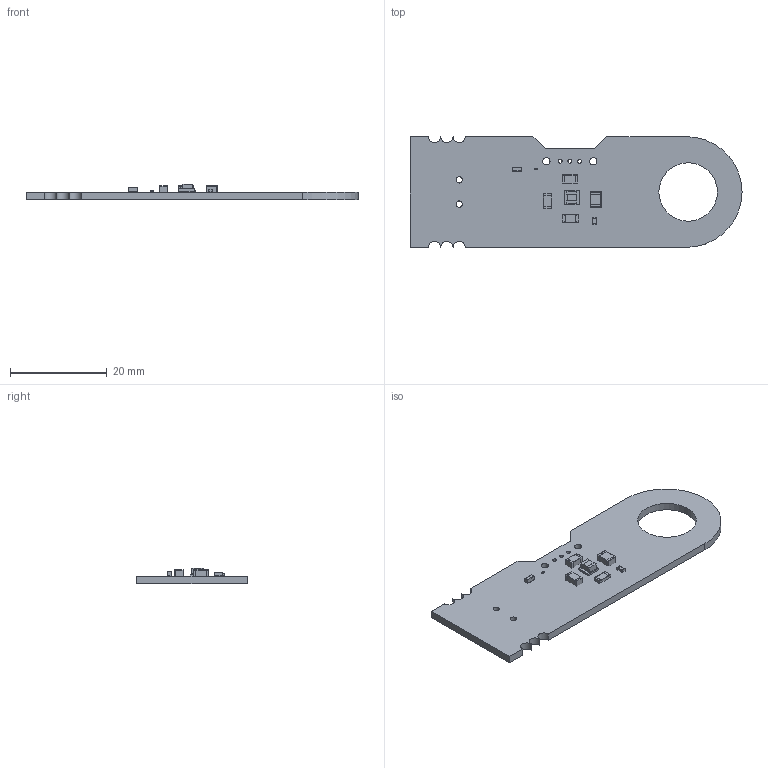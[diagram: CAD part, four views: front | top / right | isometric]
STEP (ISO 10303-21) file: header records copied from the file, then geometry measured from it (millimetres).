
FILE_DESCRIPTION(('KiCad electronic assembly'),'2;1');
FILE_NAME('ok.step','2021-03-12T23:52:09',('An Author'),('A Company'), 'Open CASCADE STEP processor 7.3','KiCad to STEP converter','Unknown' );
FILE_SCHEMA(('AUTOMOTIVE_DESIGN { 1 0 10303 214 1 1 1 1 }'));
Length unit declared in the file: millimetre
Products named in the file (16): Open CASCADE STEP translator 7.3 1; 12065D475KAT2A; COMPOUND; 12063D226KAT2A; LED; SOLID; ERJ-1GEF1001C; ERA-8AEB684V; ERA-3AEB124V; PicoBK_MYRGC
Assembly tree (16 placements, depth 3):
  Open CASCADE STEP translator 7.3 1
    12065D475KAT2A  x2
      COMPOUND
    12063D226KAT2A
      COMPOUND
    LED
      SOLID
    ERJ-1GEF1001C
      COMPOUND
    ERA-8AEB684V
      COMPOUND
    ERA-3AEB124V
      COMPOUND
    PicoBK_MYRGC
      SOLID
    COMPOUND
Bounding box: 68.58 x 22.86 x 3.31 mm (x, y, z)
Volume: 2190.9 mm3; surface area: 3294.7 mm2
Topology: 24 solids, 24 shells, 445 faces, 1111 edges, 686 vertices
Faces by surface type: plane 318, cylinder 95, sphere 32
Full cylindrical faces by diameter (mm): 0.8 x3, 1.3 x2, 1.5 x2, 12.084 x1
Entity records: 26803 total; most frequent: CARTESIAN_POINT 5075, DIRECTION 3882, LINE 2664, VECTOR 2664, ORIENTED_EDGE 1966, PCURVE 1966, DEFINITIONAL_REPRESENTATION 1966, EDGE_CURVE 983
